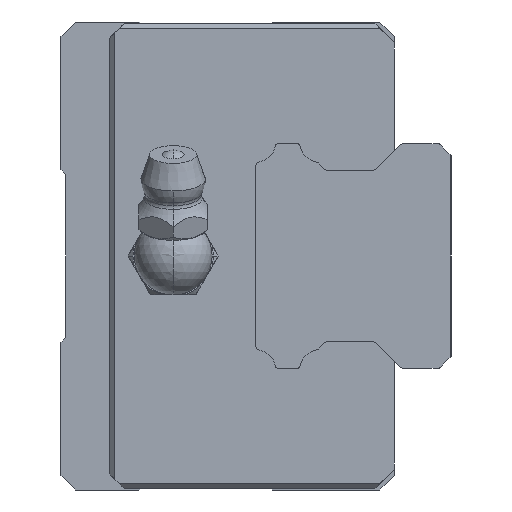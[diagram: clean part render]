
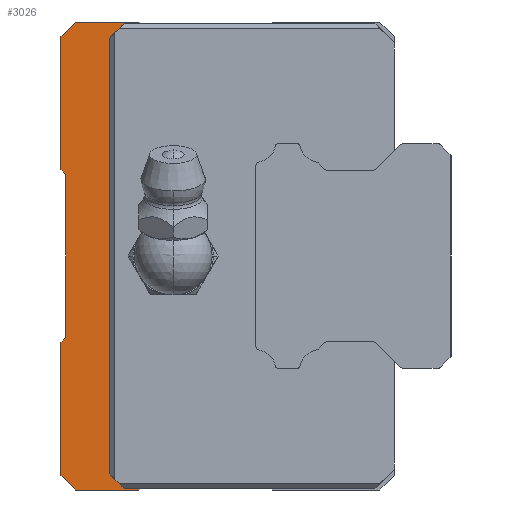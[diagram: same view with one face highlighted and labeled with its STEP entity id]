
A CAD part, left-side view. The second image highlights one B-rep face of the part: STEP entity #3026.
In plain terms, the highlighted planar face has unit normal (-1, 0, 0).
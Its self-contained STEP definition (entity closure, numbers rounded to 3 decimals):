
#1406 = VERTEX_POINT( '', #3886 );
#1436 = VERTEX_POINT( '', #3917 );
#1522 = EDGE_CURVE( '', #2310, #1436, #4011, .T. );
#1632 = EDGE_CURVE( '', #3630, #1954, #4138, .T. );
#1710 = VERTEX_POINT( '', #4222 );
#1804 = EDGE_CURVE( '', #1436, #3328, #4323, .T. );
#1882 = VERTEX_POINT( '', #4415 );
#1924 = VERTEX_POINT( '', #4462 );
#1954 = VERTEX_POINT( '', #4495 );
#2310 = VERTEX_POINT( '', #4892 );
#2328 = EDGE_CURVE( '', #2470, #1710, #4910, .T. );
#2360 = EDGE_CURVE( '', #1882, #2470, #4946, .T. );
#2380 = EDGE_CURVE( '', #1924, #3018, #4967, .T. );
#2470 = VERTEX_POINT( '', #5065 );
#2516 = EDGE_CURVE( '', #1406, #3630, #5118, .T. );
#2554 = EDGE_CURVE( '', #2902, #3016, #5156, .T. );
#2632 = EDGE_CURVE( '', #3178, #1924, #5244, .T. );
#2774 = EDGE_CURVE( '', #2966, #2310, #5410, .T. );
#2902 = VERTEX_POINT( '', #5548 );
#2950 = EDGE_CURVE( '', #3018, #2902, #5599, .T. );
#2966 = VERTEX_POINT( '', #5616 );
#3016 = VERTEX_POINT( '', #5669 );
#3018 = VERTEX_POINT( '', #5671 );
#3026 = ADVANCED_FACE( '', ( #5680 ), #5681, .F. );
#3064 = EDGE_CURVE( '', #3460, #2966, #5724, .T. );
#3066 = EDGE_CURVE( '', #3016, #1710, #5726, .T. );
#3178 = VERTEX_POINT( '', #5852 );
#3328 = VERTEX_POINT( '', #6022 );
#3334 = EDGE_CURVE( '', #1954, #1882, #6028, .T. );
#3458 = EDGE_CURVE( '', #1406, #3460, #6162, .T. );
#3460 = VERTEX_POINT( '', #6164 );
#3526 = EDGE_CURVE( '', #3328, #3178, #6238, .T. );
#3630 = VERTEX_POINT( '', #6351 );
#3886 = CARTESIAN_POINT( '', ( 54.5, 31.85, -23.85 ) );
#3917 = CARTESIAN_POINT( '', ( 54.5, 40., -8.85 ) );
#4011 = LINE( '', #6896, #6897 );
#4138 = LINE( '', #7085, #7086 );
#4222 = CARTESIAN_POINT( '', ( 54.5, 31.85, 23.85 ) );
#4323 = LINE( '', #7361, #7362 );
#4415 = CARTESIAN_POINT( '', ( 54.5, 35., 22.35 ) );
#4462 = CARTESIAN_POINT( '', ( 54.5, 40., 8.85 ) );
#4495 = CARTESIAN_POINT( '', ( 54.5, 35., -22.35 ) );
#4892 = CARTESIAN_POINT( '', ( 54.5, 40., -22.5 ) );
#4910 = LINE( '', #8200, #8201 );
#4946 = LINE( '', #8250, #8251 );
#4967 = LINE( '', #8281, #8282 );
#5065 = CARTESIAN_POINT( '', ( 54.5, 33.5, 23.85 ) );
#5118 = LINE( '', #8476, #8477 );
#5156 = LINE( '', #8534, #8535 );
#5244 = LINE( '', #8652, #8653 );
#5410 = LINE( '', #8885, #8886 );
#5548 = CARTESIAN_POINT( '', ( 54.5, 38.5, 24. ) );
#5599 = LINE( '', #9188, #9189 );
#5616 = CARTESIAN_POINT( '', ( 54.5, 38.5, -24. ) );
#5669 = CARTESIAN_POINT( '', ( 54.5, 32., 24. ) );
#5671 = CARTESIAN_POINT( '', ( 54.5, 40., 22.5 ) );
#5680 = FACE_OUTER_BOUND( '', #9291, .T. );
#5681 = PLANE( '', #9292 );
#5724 = LINE( '', #9362, #9363 );
#5726 = LINE( '', #9366, #9367 );
#5852 = CARTESIAN_POINT( '', ( 54.5, 39.5, 8.35 ) );
#6022 = CARTESIAN_POINT( '', ( 54.5, 39.5, -8.35 ) );
#6028 = LINE( '', #9814, #9815 );
#6162 = LINE( '', #9997, #9998 );
#6164 = CARTESIAN_POINT( '', ( 54.5, 32., -24. ) );
#6238 = LINE( '', #10107, #10108 );
#6351 = CARTESIAN_POINT( '', ( 54.5, 33.5, -23.85 ) );
#6896 = CARTESIAN_POINT( '', ( 54.5, 40., -22.5 ) );
#6897 = VECTOR( '', #10648, 1. );
#7085 = CARTESIAN_POINT( '', ( 54.5, 33.288, -24.063 ) );
#7086 = VECTOR( '', #10802, 1. );
#7361 = CARTESIAN_POINT( '', ( 54.5, 40., -8.85 ) );
#7362 = VECTOR( '', #10971, 1. );
#8200 = CARTESIAN_POINT( '', ( 54.5, 6.8, 23.85 ) );
#8201 = VECTOR( '', #11732, 1. );
#8250 = CARTESIAN_POINT( '', ( 54.5, 32.538, 24.813 ) );
#8251 = VECTOR( '', #11766, 1. );
#8281 = CARTESIAN_POINT( '', ( 54.5, 40., 8.85 ) );
#8282 = VECTOR( '', #11794, 1. );
#8476 = CARTESIAN_POINT( '', ( 54.5, 19.65, -23.85 ) );
#8477 = VECTOR( '', #11998, 1. );
#8534 = CARTESIAN_POINT( '', ( 54.5, 38.5, 24. ) );
#8535 = VECTOR( '', #12018, 1. );
#8652 = CARTESIAN_POINT( '', ( 54.5, 39.5, 8.35 ) );
#8653 = VECTOR( '', #12131, 1. );
#8885 = CARTESIAN_POINT( '', ( 54.5, 38.5, -24. ) );
#8886 = VECTOR( '', #12353, 1. );
#9188 = CARTESIAN_POINT( '', ( 54.5, 40., 22.5 ) );
#9189 = VECTOR( '', #12546, 1. );
#9291 = EDGE_LOOP( '', ( #12617, #12618, #12619, #12620, #12621, #12622, #12623, #12624, #12625, #12626, #12627, #12628, #12629, #12630, #12631, #12632 ) );
#9292 = AXIS2_PLACEMENT_3D( '', #12633, #12634, #12635 );
#9362 = CARTESIAN_POINT( '', ( 54.5, 32., -24. ) );
#9363 = VECTOR( '', #12692, 1. );
#9366 = CARTESIAN_POINT( '', ( 54.5, 32., 24. ) );
#9367 = VECTOR( '', #12693, 1. );
#9814 = CARTESIAN_POINT( '', ( 54.5, 35., 11.175 ) );
#9815 = VECTOR( '', #13102, 1. );
#9997 = CARTESIAN_POINT( '', ( 54.5, 31.75, -23.75 ) );
#9998 = VECTOR( '', #13227, 1. );
#10107 = CARTESIAN_POINT( '', ( 54.5, 39.5, -8.35 ) );
#10108 = VECTOR( '', #13322, 1. );
#10648 = DIRECTION( '', ( 0., 0., 1. ) );
#10802 = DIRECTION( '', ( 0., 0.707, 0.707 ) );
#10971 = DIRECTION( '', ( 0., -0.707, 0.707 ) );
#11732 = DIRECTION( '', ( 0., -1., 0. ) );
#11766 = DIRECTION( '', ( 0., -0.707, 0.707 ) );
#11794 = DIRECTION( '', ( 0., 0., 1. ) );
#11998 = DIRECTION( '', ( 0., 1., 0. ) );
#12018 = DIRECTION( '', ( 0., -1., 0. ) );
#12131 = DIRECTION( '', ( 0., 0.707, 0.707 ) );
#12353 = DIRECTION( '', ( 0., 0.707, 0.707 ) );
#12546 = DIRECTION( '', ( 0., -0.707, 0.707 ) );
#12617 = ORIENTED_EDGE( '', *, *, #2328, .T. );
#12618 = ORIENTED_EDGE( '', *, *, #3066, .F. );
#12619 = ORIENTED_EDGE( '', *, *, #2554, .F. );
#12620 = ORIENTED_EDGE( '', *, *, #2950, .F. );
#12621 = ORIENTED_EDGE( '', *, *, #2380, .F. );
#12622 = ORIENTED_EDGE( '', *, *, #2632, .F. );
#12623 = ORIENTED_EDGE( '', *, *, #3526, .F. );
#12624 = ORIENTED_EDGE( '', *, *, #1804, .F. );
#12625 = ORIENTED_EDGE( '', *, *, #1522, .F. );
#12626 = ORIENTED_EDGE( '', *, *, #2774, .F. );
#12627 = ORIENTED_EDGE( '', *, *, #3064, .F. );
#12628 = ORIENTED_EDGE( '', *, *, #3458, .F. );
#12629 = ORIENTED_EDGE( '', *, *, #2516, .T. );
#12630 = ORIENTED_EDGE( '', *, *, #1632, .T. );
#12631 = ORIENTED_EDGE( '', *, *, #3334, .T. );
#12632 = ORIENTED_EDGE( '', *, *, #2360, .T. );
#12633 = CARTESIAN_POINT( '', ( 54.5, 5.8, 0. ) );
#12634 = DIRECTION( '', ( 1., 0., 0. ) );
#12635 = DIRECTION( '', ( 0., 0., -1. ) );
#12692 = DIRECTION( '', ( 0., 1., 0. ) );
#12693 = DIRECTION( '', ( 0., -0.707, -0.707 ) );
#13102 = DIRECTION( '', ( 0., 0., 1. ) );
#13227 = DIRECTION( '', ( 0., 0.707, -0.707 ) );
#13322 = DIRECTION( '', ( 0., 0., 1. ) );
